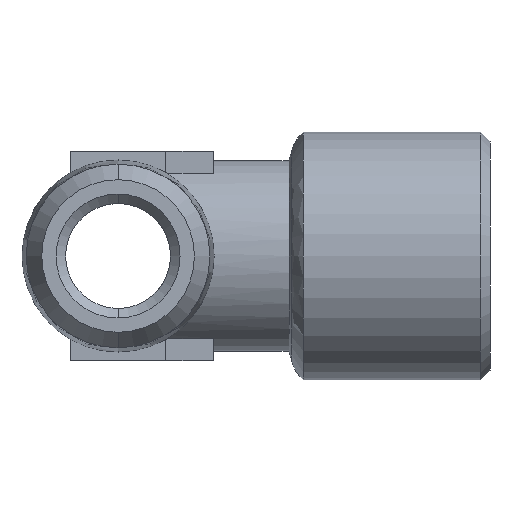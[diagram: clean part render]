
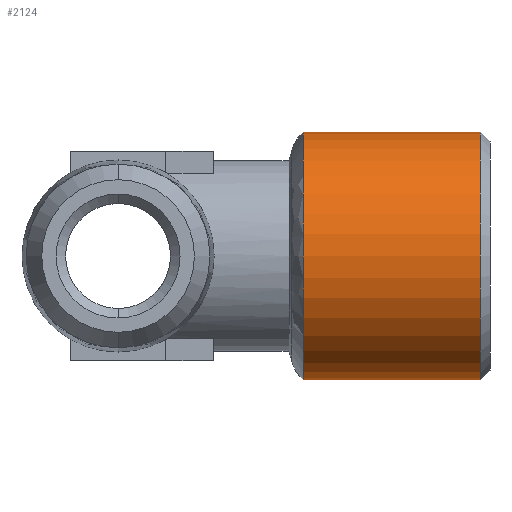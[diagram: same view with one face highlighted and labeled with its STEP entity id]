
A CAD part, left-side view. The second image highlights one B-rep face of the part: STEP entity #2124.
In plain terms, the highlighted cylindrical face has radius 6.5 mm (diameter 13 mm), a partial arc.
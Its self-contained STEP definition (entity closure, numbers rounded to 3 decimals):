
#82 = VERTEX_POINT ( 'NONE', #592 ) ;
#100 = VECTOR ( 'NONE', #2025, 1000. ) ;
#114 = ORIENTED_EDGE ( 'NONE', *, *, #194, .F. ) ;
#125 = DIRECTION ( 'NONE',  ( 0., 1., 0. ) ) ;
#159 = CARTESIAN_POINT ( 'NONE',  ( 0., 2., 0. ) ) ;
#163 = EDGE_LOOP ( 'NONE', ( #1563, #2149, #2107, #114 ) ) ;
#171 = VERTEX_POINT ( 'NONE', #1503 ) ;
#186 = AXIS2_PLACEMENT_3D ( 'NONE', #2007, #638, #460 ) ;
#194 = EDGE_CURVE ( 'NONE', #2134, #82, #1605, .T. ) ;
#289 = AXIS2_PLACEMENT_3D ( 'NONE', #159, #1541, #1036 ) ;
#360 = LINE ( 'NONE', #395, #2143 ) ;
#395 = CARTESIAN_POINT ( 'NONE',  ( 0., 2., 6.5 ) ) ;
#408 = VERTEX_POINT ( 'NONE', #547 ) ;
#460 = DIRECTION ( 'NONE',  ( 0., 0., 1. ) ) ;
#470 = CIRCLE ( 'NONE', #186, 6.5 ) ;
#492 = AXIS2_PLACEMENT_3D ( 'NONE', #2207, #125, #2222 ) ;
#512 = CARTESIAN_POINT ( 'NONE',  ( 0., 2., -6.5 ) ) ;
#547 = CARTESIAN_POINT ( 'NONE',  ( 0., 2., 6.5 ) ) ;
#592 = CARTESIAN_POINT ( 'NONE',  ( 0., 11.288, 6.5 ) ) ;
#605 = FACE_OUTER_BOUND ( 'NONE', #163, .T. ) ;
#638 = DIRECTION ( 'NONE',  ( 0., 1., 0. ) ) ;
#1036 = DIRECTION ( 'NONE',  ( 0., 0., 1. ) ) ;
#1142 = EDGE_CURVE ( 'NONE', #408, #82, #360, .T. ) ;
#1171 = CYLINDRICAL_SURFACE ( 'NONE', #289, 6.5 ) ;
#1248 = DIRECTION ( 'NONE',  ( 0., 1., 0. ) ) ;
#1503 = CARTESIAN_POINT ( 'NONE',  ( 0., 2., -6.5 ) ) ;
#1541 = DIRECTION ( 'NONE',  ( 0., 1., 0. ) ) ;
#1563 = ORIENTED_EDGE ( 'NONE', *, *, #1804, .F. ) ;
#1605 = CIRCLE ( 'NONE', #492, 6.5 ) ;
#1804 = EDGE_CURVE ( 'NONE', #171, #2134, #2050, .T. ) ;
#2007 = CARTESIAN_POINT ( 'NONE',  ( 0., 2., 0. ) ) ;
#2025 = DIRECTION ( 'NONE',  ( 0., 1., 0. ) ) ;
#2050 = LINE ( 'NONE', #512, #100 ) ;
#2051 = EDGE_CURVE ( 'NONE', #171, #408, #470, .T. ) ;
#2107 = ORIENTED_EDGE ( 'NONE', *, *, #1142, .T. ) ;
#2124 = ADVANCED_FACE ( 'NONE', ( #605 ), #1171, .T. ) ;
#2134 = VERTEX_POINT ( 'NONE', #2227 ) ;
#2143 = VECTOR ( 'NONE', #1248, 1000. ) ;
#2149 = ORIENTED_EDGE ( 'NONE', *, *, #2051, .T. ) ;
#2207 = CARTESIAN_POINT ( 'NONE',  ( 0., 11.288, 0. ) ) ;
#2222 = DIRECTION ( 'NONE',  ( 0., 0., 1. ) ) ;
#2227 = CARTESIAN_POINT ( 'NONE',  ( 0., 11.288, -6.5 ) ) ;
